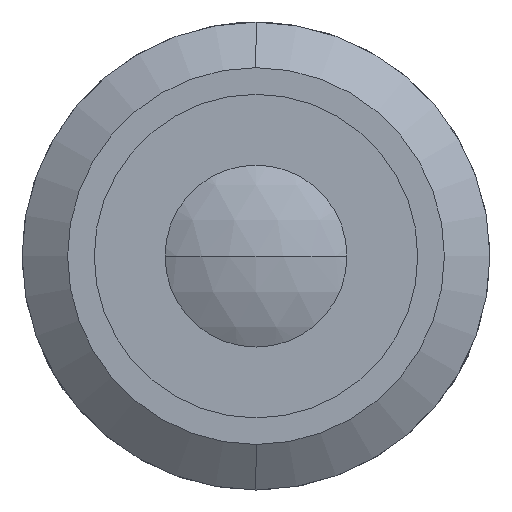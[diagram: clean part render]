
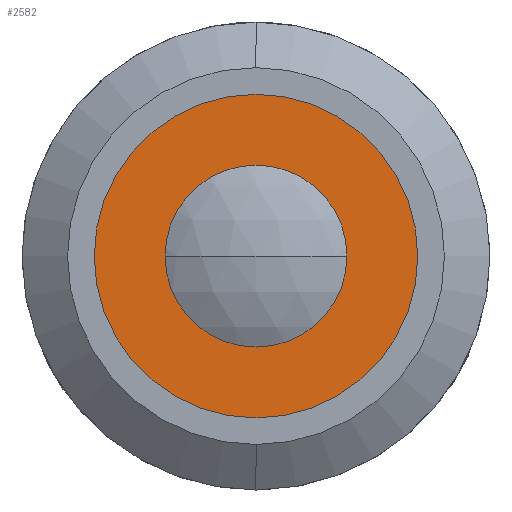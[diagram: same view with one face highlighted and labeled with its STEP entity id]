
A CAD part, left-side view. The second image highlights one B-rep face of the part: STEP entity #2582.
In plain terms, the highlighted planar face has unit normal (-1, 0, 0).
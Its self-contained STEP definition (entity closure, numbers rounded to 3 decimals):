
#29 = CARTESIAN_POINT ( 'NONE',  ( 3.8, 0., -13. ) ) ;
#181 = CARTESIAN_POINT ( 'NONE',  ( 3.8, 0., -7. ) ) ;
#182 = DIRECTION ( 'NONE',  ( -1., 0., 0. ) ) ;
#361 = EDGE_CURVE ( 'NONE', #982, #4217, #3376, .T. ) ;
#404 = CARTESIAN_POINT ( 'NONE',  ( 3.8, 0., 0. ) ) ;
#479 = DIRECTION ( 'NONE',  ( 0., 0., 1. ) ) ;
#547 = CARTESIAN_POINT ( 'NONE',  ( 3.8, 0., 0. ) ) ;
#658 = ORIENTED_EDGE ( 'NONE', *, *, #1225, .F. ) ;
#894 = DIRECTION ( 'NONE',  ( 0., 0., 1. ) ) ;
#914 = CARTESIAN_POINT ( 'NONE',  ( 3.8, 13., 0. ) ) ;
#923 = CIRCLE ( 'NONE', #4065, 7. ) ;
#982 = VERTEX_POINT ( 'NONE', #2209 ) ;
#1050 = ORIENTED_EDGE ( 'NONE', *, *, #1859, .F. ) ;
#1225 = EDGE_CURVE ( 'NONE', #2770, #1505, #923, .T. ) ;
#1491 = AXIS2_PLACEMENT_3D ( 'NONE', #1951, #2979, #2934 ) ;
#1505 = VERTEX_POINT ( 'NONE', #2683 ) ;
#1859 = EDGE_CURVE ( 'NONE', #1505, #2770, #2255, .T. ) ;
#1951 = CARTESIAN_POINT ( 'NONE',  ( 3.8, 0., 0. ) ) ;
#1965 = DIRECTION ( 'NONE',  ( -1., 0., 0. ) ) ;
#1991 = DIRECTION ( 'NONE',  ( 0., 0., 1. ) ) ;
#2174 = EDGE_CURVE ( 'NONE', #4217, #982, #3774, .T. ) ;
#2209 = CARTESIAN_POINT ( 'NONE',  ( 3.8, 0., 13. ) ) ;
#2240 = AXIS2_PLACEMENT_3D ( 'NONE', #4289, #1965, #1991 ) ;
#2245 = DIRECTION ( 'NONE',  ( 0., 0., -1. ) ) ;
#2255 = CIRCLE ( 'NONE', #1491, 7. ) ;
#2314 = AXIS2_PLACEMENT_3D ( 'NONE', #914, #4302, #2245 ) ;
#2334 = FACE_OUTER_BOUND ( 'NONE', #3940, .T. ) ;
#2359 = DIRECTION ( 'NONE',  ( -1., 0., 0. ) ) ;
#2562 = ORIENTED_EDGE ( 'NONE', *, *, #2174, .T. ) ;
#2582 = ADVANCED_FACE ( 'NONE', ( #3616, #2334 ), #3912, .F. ) ;
#2683 = CARTESIAN_POINT ( 'NONE',  ( 3.8, 0., 7. ) ) ;
#2770 = VERTEX_POINT ( 'NONE', #181 ) ;
#2891 = AXIS2_PLACEMENT_3D ( 'NONE', #547, #182, #894 ) ;
#2905 = ORIENTED_EDGE ( 'NONE', *, *, #361, .T. ) ;
#2934 = DIRECTION ( 'NONE',  ( 0., 0., 1. ) ) ;
#2979 = DIRECTION ( 'NONE',  ( -1., 0., 0. ) ) ;
#3376 = CIRCLE ( 'NONE', #2891, 13. ) ;
#3543 = EDGE_LOOP ( 'NONE', ( #1050, #658 ) ) ;
#3616 = FACE_BOUND ( 'NONE', #3543, .T. ) ;
#3774 = CIRCLE ( 'NONE', #2240, 13. ) ;
#3912 = PLANE ( 'NONE',  #2314 ) ;
#3940 = EDGE_LOOP ( 'NONE', ( #2905, #2562 ) ) ;
#4065 = AXIS2_PLACEMENT_3D ( 'NONE', #404, #2359, #479 ) ;
#4217 = VERTEX_POINT ( 'NONE', #29 ) ;
#4289 = CARTESIAN_POINT ( 'NONE',  ( 3.8, 0., 0. ) ) ;
#4302 = DIRECTION ( 'NONE',  ( 1., 0., 0. ) ) ;
